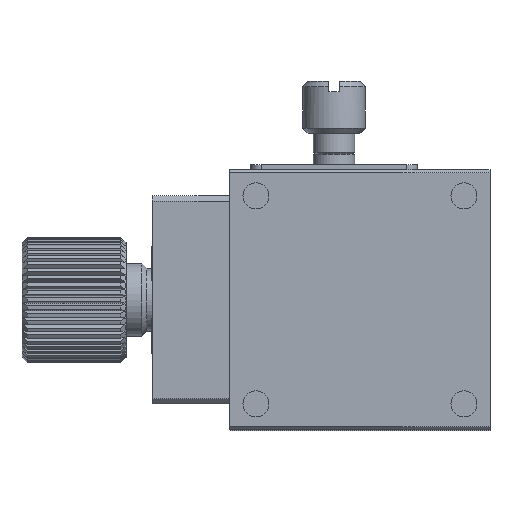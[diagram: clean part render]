
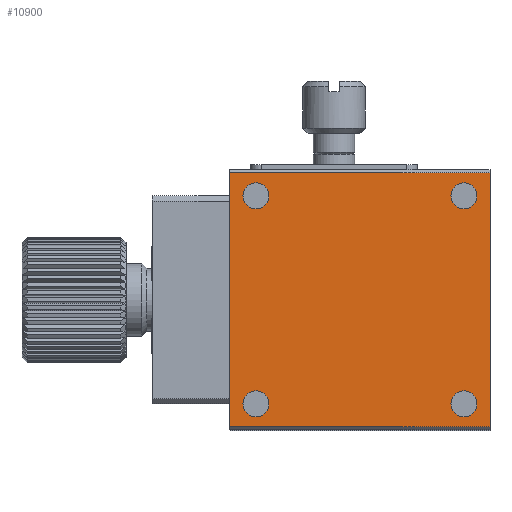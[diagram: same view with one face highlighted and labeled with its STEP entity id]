
A CAD part, front view. The second image highlights one B-rep face of the part: STEP entity #10900.
In plain terms, the highlighted planar face has unit normal (0, -1, 0).
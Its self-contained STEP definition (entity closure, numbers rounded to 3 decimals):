
#420 = EDGE_LOOP ( 'NONE', ( #7932 ) ) ;
#421 = CARTESIAN_POINT ( 'NONE',  ( 0., 0., -24.7 ) ) ;
#483 = CARTESIAN_POINT ( 'NONE',  ( 22.5, 0., -22.5 ) ) ;
#899 = VERTEX_POINT ( 'NONE', #7456 ) ;
#935 = DIRECTION ( 'NONE',  ( 0., 1., 0. ) ) ;
#994 = FACE_BOUND ( 'NONE', #2911, .T. ) ;
#1276 = CARTESIAN_POINT ( 'NONE',  ( 25., 0., -0.3 ) ) ;
#1356 = CIRCLE ( 'NONE', #4355, 1.25 ) ;
#1406 = EDGE_LOOP ( 'NONE', ( #4493 ) ) ;
#1425 = VECTOR ( 'NONE', #9939, 1000. ) ;
#1579 = CIRCLE ( 'NONE', #9926, 1.25 ) ;
#1600 = DIRECTION ( 'NONE',  ( 0., 0., -1. ) ) ;
#1834 = AXIS2_PLACEMENT_3D ( 'NONE', #3940, #935, #12223 ) ;
#1986 = CARTESIAN_POINT ( 'NONE',  ( 0., 0., -0.3 ) ) ;
#1995 = FACE_BOUND ( 'NONE', #12169, .T. ) ;
#2507 = VERTEX_POINT ( 'NONE', #7144 ) ;
#2645 = CARTESIAN_POINT ( 'NONE',  ( 2.5, 0., -22.5 ) ) ;
#2697 = DIRECTION ( 'NONE',  ( 1., 0., 0. ) ) ;
#2758 = PLANE ( 'NONE',  #1834 ) ;
#2911 = EDGE_LOOP ( 'NONE', ( #4058 ) ) ;
#3205 = VERTEX_POINT ( 'NONE', #1986 ) ;
#3324 = VECTOR ( 'NONE', #1600, 1000. ) ;
#3552 = DIRECTION ( 'NONE',  ( 0., -1., 0. ) ) ;
#3650 = VECTOR ( 'NONE', #7811, 1000. ) ;
#3783 = CARTESIAN_POINT ( 'NONE',  ( 22.5, 0., -3.75 ) ) ;
#3883 = FACE_OUTER_BOUND ( 'NONE', #7191, .T. ) ;
#3940 = CARTESIAN_POINT ( 'NONE',  ( 25., 0., -0.3 ) ) ;
#3961 = ORIENTED_EDGE ( 'NONE', *, *, #11677, .F. ) ;
#4058 = ORIENTED_EDGE ( 'NONE', *, *, #8649, .F. ) ;
#4237 = EDGE_CURVE ( 'NONE', #10590, #10590, #10435, .T. ) ;
#4243 = CARTESIAN_POINT ( 'NONE',  ( 22.5, 0., -2.5 ) ) ;
#4355 = AXIS2_PLACEMENT_3D ( 'NONE', #4865, #4677, #12272 ) ;
#4456 = DIRECTION ( 'NONE',  ( 0., -1., 0. ) ) ;
#4493 = ORIENTED_EDGE ( 'NONE', *, *, #4237, .F. ) ;
#4659 = CARTESIAN_POINT ( 'NONE',  ( 25., 0., -0.3 ) ) ;
#4677 = DIRECTION ( 'NONE',  ( 0., -1., 0. ) ) ;
#4865 = CARTESIAN_POINT ( 'NONE',  ( 2.5, 0., -2.5 ) ) ;
#4925 = EDGE_CURVE ( 'NONE', #8477, #8477, #8463, .T. ) ;
#5174 = VERTEX_POINT ( 'NONE', #1276 ) ;
#5211 = LINE ( 'NONE', #6144, #1425 ) ;
#5473 = ORIENTED_EDGE ( 'NONE', *, *, #11924, .F. ) ;
#6118 = EDGE_CURVE ( 'NONE', #5174, #2507, #9382, .T. ) ;
#6144 = CARTESIAN_POINT ( 'NONE',  ( 25., 0., -24.7 ) ) ;
#6317 = DIRECTION ( 'NONE',  ( 0., 0., -1. ) ) ;
#6622 = FACE_BOUND ( 'NONE', #1406, .T. ) ;
#6761 = LINE ( 'NONE', #8506, #3650 ) ;
#6947 = ORIENTED_EDGE ( 'NONE', *, *, #4925, .F. ) ;
#7042 = DIRECTION ( 'NONE',  ( 0., 0., -1. ) ) ;
#7144 = CARTESIAN_POINT ( 'NONE',  ( 25., 0., -24.7 ) ) ;
#7191 = EDGE_LOOP ( 'NONE', ( #10940, #7851, #5473, #3961 ) ) ;
#7225 = DIRECTION ( 'NONE',  ( 0., -1., 0. ) ) ;
#7456 = CARTESIAN_POINT ( 'NONE',  ( 2.5, 0., -3.75 ) ) ;
#7615 = FACE_BOUND ( 'NONE', #420, .T. ) ;
#7679 = VERTEX_POINT ( 'NONE', #421 ) ;
#7811 = DIRECTION ( 'NONE',  ( 0., 0., 1. ) ) ;
#7851 = ORIENTED_EDGE ( 'NONE', *, *, #6118, .F. ) ;
#7932 = ORIENTED_EDGE ( 'NONE', *, *, #9440, .F. ) ;
#8463 = CIRCLE ( 'NONE', #8857, 1.25 ) ;
#8477 = VERTEX_POINT ( 'NONE', #12280 ) ;
#8506 = CARTESIAN_POINT ( 'NONE',  ( 0., 0., -0.3 ) ) ;
#8649 = EDGE_CURVE ( 'NONE', #899, #899, #1356, .T. ) ;
#8857 = AXIS2_PLACEMENT_3D ( 'NONE', #483, #3552, #11080 ) ;
#9258 = VERTEX_POINT ( 'NONE', #3783 ) ;
#9297 = LINE ( 'NONE', #10237, #10184 ) ;
#9382 = LINE ( 'NONE', #4659, #3324 ) ;
#9440 = EDGE_CURVE ( 'NONE', #9258, #9258, #1579, .T. ) ;
#9926 = AXIS2_PLACEMENT_3D ( 'NONE', #4243, #7225, #7042 ) ;
#9939 = DIRECTION ( 'NONE',  ( -1., 0., 0. ) ) ;
#10039 = AXIS2_PLACEMENT_3D ( 'NONE', #2645, #4456, #6317 ) ;
#10184 = VECTOR ( 'NONE', #2697, 1000. ) ;
#10237 = CARTESIAN_POINT ( 'NONE',  ( 25., 0., -0.3 ) ) ;
#10256 = EDGE_CURVE ( 'NONE', #2507, #7679, #5211, .T. ) ;
#10435 = CIRCLE ( 'NONE', #10039, 1.25 ) ;
#10531 = CARTESIAN_POINT ( 'NONE',  ( 2.5, 0., -23.75 ) ) ;
#10590 = VERTEX_POINT ( 'NONE', #10531 ) ;
#10900 = ADVANCED_FACE ( 'NONE', ( #3883, #994, #6622, #1995, #7615 ), #2758, .F. ) ;
#10940 = ORIENTED_EDGE ( 'NONE', *, *, #10256, .F. ) ;
#11080 = DIRECTION ( 'NONE',  ( 0., 0., -1. ) ) ;
#11677 = EDGE_CURVE ( 'NONE', #7679, #3205, #6761, .T. ) ;
#11924 = EDGE_CURVE ( 'NONE', #3205, #5174, #9297, .T. ) ;
#12169 = EDGE_LOOP ( 'NONE', ( #6947 ) ) ;
#12223 = DIRECTION ( 'NONE',  ( 0., 0., 1. ) ) ;
#12272 = DIRECTION ( 'NONE',  ( 0., 0., -1. ) ) ;
#12280 = CARTESIAN_POINT ( 'NONE',  ( 22.5, 0., -23.75 ) ) ;
